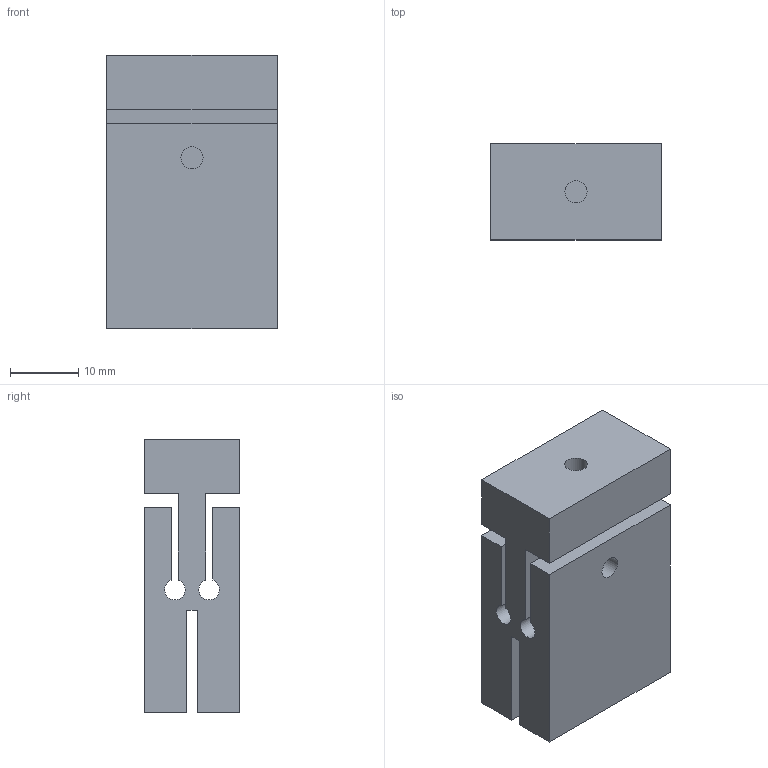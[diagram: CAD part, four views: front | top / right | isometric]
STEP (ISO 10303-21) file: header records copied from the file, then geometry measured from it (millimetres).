
FILE_DESCRIPTION(/* description */ (''),/* implementation_level */ '2;1');
FILE_NAME(/* name */ 'holder_slide_1.5mmThick_25mmWide.stp',/* time_stamp */ '2023-09-25T15:17:04+02:00',/* author */ ('nvladi'),/* organization */ (''),/* preprocessor_version */ 'ST-DEVELOPER v19',/* originating_system */ 'Autodesk Inventor 2023',/* authorisation */ '');
FILE_SCHEMA (('AUTOMOTIVE_DESIGN { 1 0 10303 214 3 1 1 }'));
Length unit declared in the file: millimetre
Products named in the file (1): holder_slide_1.5mmThick_25mmWide
Bounding box: 25 x 14 x 40 mm (x, y, z)
Volume: 11896.3 mm3; surface area: 6460.2 mm2
Topology: 1 solids, 1 shells, 26 faces, 69 edges, 46 vertices
Faces by surface type: plane 21, cylinder 5
Full cylindrical faces by diameter (mm): 3.242 x3
Entity records: 854 total; most frequent: CARTESIAN_POINT 142, ORIENTED_EDGE 138, DIRECTION 133, EDGE_CURVE 69, LINE 59, VECTOR 59, VERTEX_POINT 46, AXIS2_PLACEMENT_3D 37
